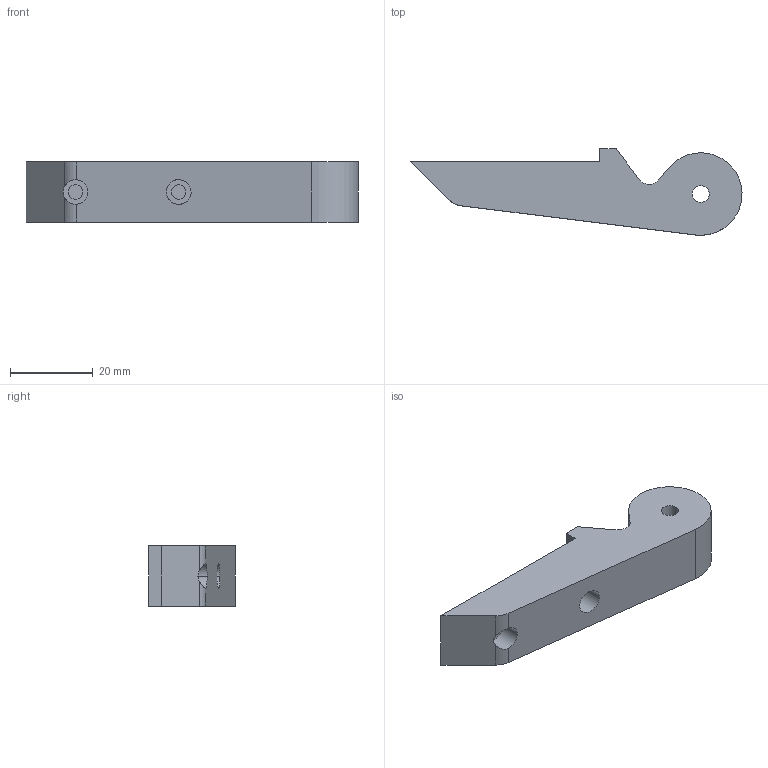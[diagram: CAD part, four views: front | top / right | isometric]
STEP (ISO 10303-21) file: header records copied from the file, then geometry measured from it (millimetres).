
FILE_DESCRIPTION(('CATIA V5 STEP Exchange'),'2;1');
FILE_NAME('HYPERCUBE-EVO-0051_NGEN.stp','2018-08-25T14:05:12+00:00',('none'),('none'),'CATIA Version 5 Release 21 GA (IN-10)','CATIA V5 STEP AP203','none');
FILE_SCHEMA(('CONFIG_CONTROL_DESIGN'));
Length unit declared in the file: millimetre
Products named in the file (1): HYPERCUBE-EVO-0051_NGEN
Bounding box: 80.43 x 20.99 x 14.6 mm (x, y, z)
Volume: 14731.4 mm3; surface area: 5335.9 mm2
Topology: 1 solids, 1 shells, 27 faces, 66 edges, 44 vertices
Faces by surface type: cylinder 14, plane 13
Entity records: 825 total; most frequent: CARTESIAN_POINT 181, ORIENTED_EDGE 132, DIRECTION 98, EDGE_CURVE 66, VERTEX_POINT 44, AXIS2_PLACEMENT_3D 43, VECTOR 36, LINE 36
